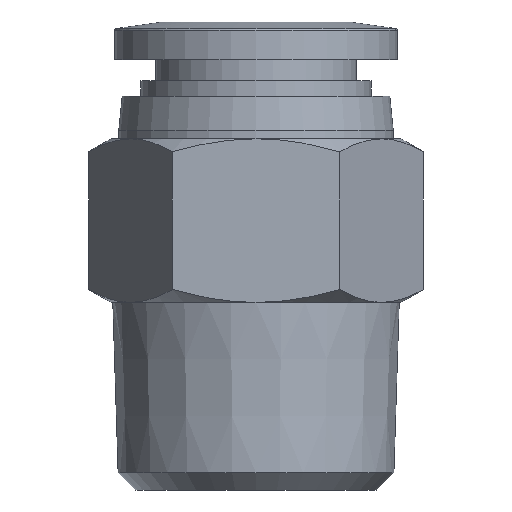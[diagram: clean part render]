
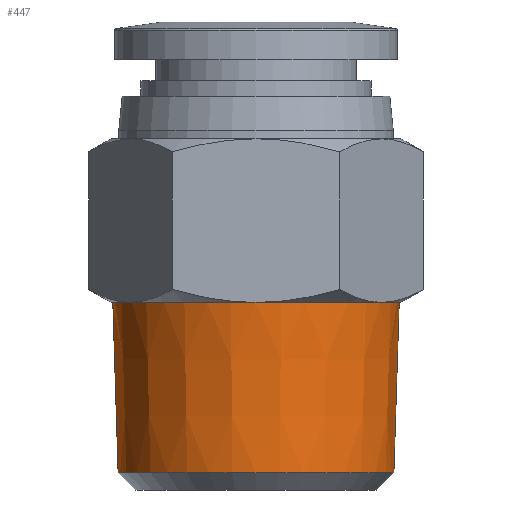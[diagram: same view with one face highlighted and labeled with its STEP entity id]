
A CAD part, front view. The second image highlights one B-rep face of the part: STEP entity #447.
In plain terms, the highlighted conical face has half-angle 1.79 degrees and reference radius 8.4 mm.
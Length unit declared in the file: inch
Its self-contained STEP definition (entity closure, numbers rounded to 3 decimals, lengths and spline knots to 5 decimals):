
#66 = VECTOR ( 'NONE', #1098, 39.37008 ) ;
#94 = CARTESIAN_POINT ( 'NONE',  ( 0.33071, 0., 0. ) ) ;
#118 = LINE ( 'NONE', #2246, #66 ) ;
#122 = VERTEX_POINT ( 'NONE', #94 ) ;
#124 = CARTESIAN_POINT ( 'NONE',  ( 0.33071, 0., 0. ) ) ;
#172 = CARTESIAN_POINT ( 'NONE',  ( -0.3184, 0., -0.39372 ) ) ;
#174 = EDGE_CURVE ( 'NONE', #122, #2045, #796, .T. ) ;
#235 = CONICAL_SURFACE ( 'NONE', #1524, 0.33071, 0.031 ) ;
#447 = ADVANCED_FACE ( 'NONE', ( #1115 ), #235, .T. ) ;
#467 = DIRECTION ( 'NONE',  ( 1., 0., 0. ) ) ;
#566 = LINE ( 'NONE', #124, #987 ) ;
#600 = ORIENTED_EDGE ( 'NONE', *, *, #1312, .F. ) ;
#756 = DIRECTION ( 'NONE',  ( 0., 0., -1. ) ) ;
#763 = CARTESIAN_POINT ( 'NONE',  ( 0., 0., -0.39372 ) ) ;
#796 = CIRCLE ( 'NONE', #2445, 0.33071 ) ;
#813 = AXIS2_PLACEMENT_3D ( 'NONE', #763, #756, #1716 ) ;
#936 = EDGE_CURVE ( 'NONE', #2439, #2081, #1182, .T. ) ;
#973 = DIRECTION ( 'NONE',  ( 0., 0., 1. ) ) ;
#987 = VECTOR ( 'NONE', #1441, 39.37008 ) ;
#1098 = DIRECTION ( 'NONE',  ( -0.031, 0., 1. ) ) ;
#1115 = FACE_OUTER_BOUND ( 'NONE', #1493, .T. ) ;
#1123 = EDGE_CURVE ( 'NONE', #2439, #122, #566, .T. ) ;
#1182 = CIRCLE ( 'NONE', #813, 0.3184 ) ;
#1279 = ORIENTED_EDGE ( 'NONE', *, *, #174, .T. ) ;
#1312 = EDGE_CURVE ( 'NONE', #2081, #2045, #118, .T. ) ;
#1380 = CARTESIAN_POINT ( 'NONE',  ( 0.3184, 0., -0.39372 ) ) ;
#1441 = DIRECTION ( 'NONE',  ( 0.031, 0., 1. ) ) ;
#1493 = EDGE_LOOP ( 'NONE', ( #600, #2070, #1792, #1279 ) ) ;
#1524 = AXIS2_PLACEMENT_3D ( 'NONE', #1881, #973, #1784 ) ;
#1716 = DIRECTION ( 'NONE',  ( 1., 0., 0. ) ) ;
#1784 = DIRECTION ( 'NONE',  ( 1., 0., 0. ) ) ;
#1792 = ORIENTED_EDGE ( 'NONE', *, *, #1123, .T. ) ;
#1833 = CARTESIAN_POINT ( 'NONE',  ( -0.33071, 0., 0. ) ) ;
#1881 = CARTESIAN_POINT ( 'NONE',  ( 0., 0., 0. ) ) ;
#2045 = VERTEX_POINT ( 'NONE', #1833 ) ;
#2070 = ORIENTED_EDGE ( 'NONE', *, *, #936, .F. ) ;
#2081 = VERTEX_POINT ( 'NONE', #172 ) ;
#2246 = CARTESIAN_POINT ( 'NONE',  ( -0.33071, 0., 0. ) ) ;
#2346 = CARTESIAN_POINT ( 'NONE',  ( 0., 0., 0. ) ) ;
#2359 = DIRECTION ( 'NONE',  ( 0., 0., -1. ) ) ;
#2439 = VERTEX_POINT ( 'NONE', #1380 ) ;
#2445 = AXIS2_PLACEMENT_3D ( 'NONE', #2346, #2359, #467 ) ;
